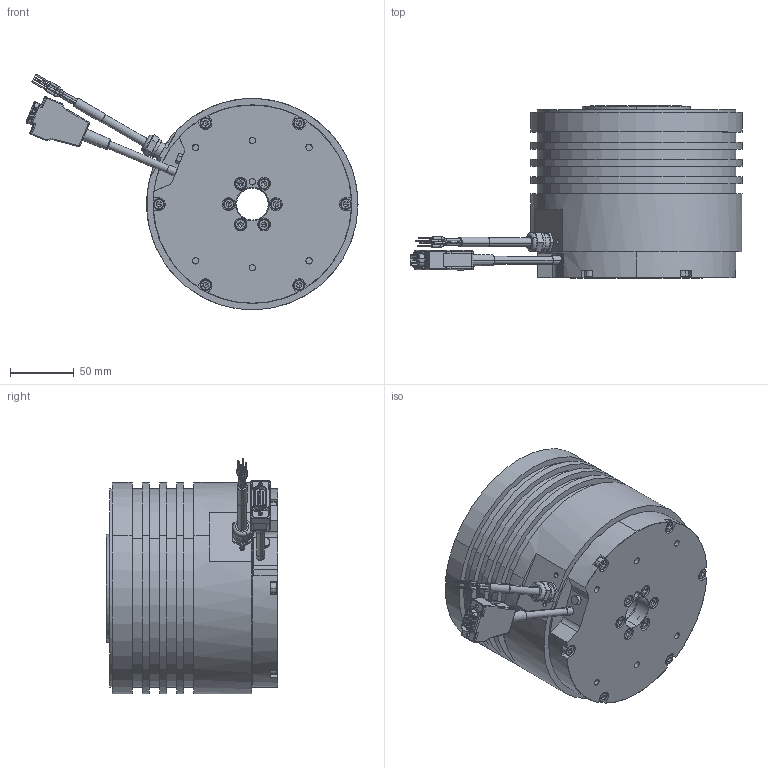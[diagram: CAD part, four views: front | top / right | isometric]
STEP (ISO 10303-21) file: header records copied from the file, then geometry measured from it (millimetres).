
FILE_DESCRIPTION((''),'2;1');
FILE_NAME('1271717-01-Z01','2019-05-13T16:02:01',('de1174'),(''),'CREO PARAMETRIC BY PTC INC, 2018420','CREO PARAMETRIC BY PTC INC, 2018420','');
FILE_SCHEMA(('AUTOMOTIVE_DESIGN { 1 0 10303 214 1 1 1 1 }'));
Length unit declared in the file: millimetre
Products named in the file (1): 1271717-01-Z01
Bounding box: 260.75 x 134.95 x 185.07 mm (x, y, z)
Volume: 2639851.9 mm3; surface area: 176984.6 mm2
Topology: 16 solids, 65 shells, 1563 faces, 3789 edges, 2402 vertices
Faces by surface type: cylinder 743, plane 511, cone 180, torus 63, bspline 36, sphere 30
Entity records: 48738 total; most frequent: CARTESIAN_POINT 11589, DIRECTION 8015, ORIENTED_EDGE 7286, EDGE_CURVE 3715, AXIS2_PLACEMENT_3D 3237, VERTEX_POINT 2402, EDGE_LOOP 1871, CIRCLE 1709
